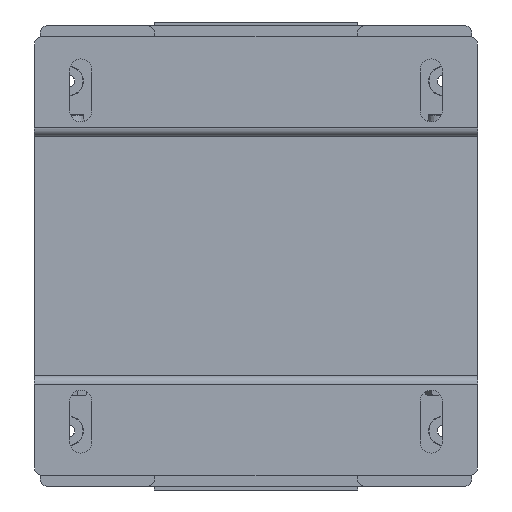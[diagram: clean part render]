
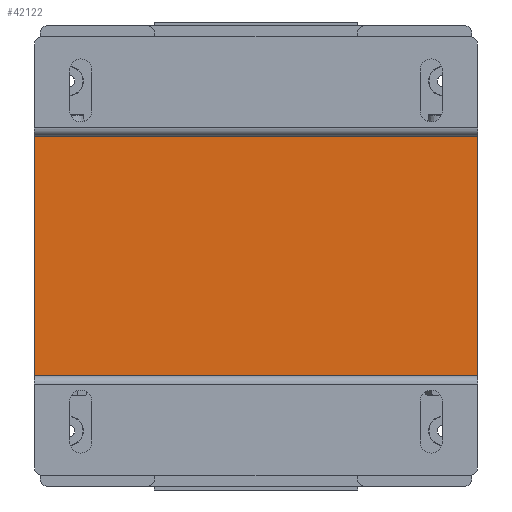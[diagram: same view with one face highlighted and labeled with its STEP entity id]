
A CAD part, front view. The second image highlights one B-rep face of the part: STEP entity #42122.
In plain terms, the highlighted planar face has unit normal (0, -1, 0).
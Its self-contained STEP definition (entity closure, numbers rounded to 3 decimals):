
#4049 = ORIENTED_EDGE ( 'NONE', *, *, #72212, .T. ) ;
#5822 = LINE ( 'NONE', #122451, #119428 ) ;
#6342 = VECTOR ( 'NONE', #57192, 1000. ) ;
#10436 = PLANE ( 'NONE',  #136411 ) ;
#11666 = CARTESIAN_POINT ( 'NONE',  ( -129.79, -42.814, 127.652 ) ) ;
#25847 = CARTESIAN_POINT ( 'NONE',  ( -249.79, -42.814, 127.652 ) ) ;
#41026 = VERTEX_POINT ( 'NONE', #104854 ) ;
#42122 = ADVANCED_FACE ( 'NONE', ( #67186 ), #10436, .F. ) ;
#44740 = DIRECTION ( 'NONE',  ( 0., 1., 0. ) ) ;
#45186 = ORIENTED_EDGE ( 'NONE', *, *, #116093, .F. ) ;
#45862 = EDGE_CURVE ( 'NONE', #60327, #57041, #5822, .T. ) ;
#50806 = EDGE_LOOP ( 'NONE', ( #62148, #45186, #106350, #4049 ) ) ;
#52533 = CARTESIAN_POINT ( 'NONE',  ( -129.79, -42.814, 127.652 ) ) ;
#57041 = VERTEX_POINT ( 'NONE', #92601 ) ;
#57192 = DIRECTION ( 'NONE',  ( 1., 0., 0. ) ) ;
#59334 = LINE ( 'NONE', #119251, #115638 ) ;
#59380 = EDGE_CURVE ( 'NONE', #145591, #41026, #114883, .T. ) ;
#60327 = VERTEX_POINT ( 'NONE', #124149 ) ;
#62148 = ORIENTED_EDGE ( 'NONE', *, *, #45862, .T. ) ;
#63740 = LINE ( 'NONE', #52533, #90372 ) ;
#67186 = FACE_OUTER_BOUND ( 'NONE', #50806, .T. ) ;
#72212 = EDGE_CURVE ( 'NONE', #145591, #60327, #59334, .T. ) ;
#81774 = DIRECTION ( 'NONE',  ( 0., 0., -1. ) ) ;
#90372 = VECTOR ( 'NONE', #109563, 1000. ) ;
#92601 = CARTESIAN_POINT ( 'NONE',  ( -129.79, -42.814, 62.882 ) ) ;
#101028 = CARTESIAN_POINT ( 'NONE',  ( -129.79, -42.814, 127.652 ) ) ;
#104854 = CARTESIAN_POINT ( 'NONE',  ( -129.79, -42.814, 127.652 ) ) ;
#106350 = ORIENTED_EDGE ( 'NONE', *, *, #59380, .F. ) ;
#109563 = DIRECTION ( 'NONE',  ( 0., 0., -1. ) ) ;
#114883 = LINE ( 'NONE', #11666, #6342 ) ;
#115638 = VECTOR ( 'NONE', #81774, 1000. ) ;
#116093 = EDGE_CURVE ( 'NONE', #41026, #57041, #63740, .T. ) ;
#119251 = CARTESIAN_POINT ( 'NONE',  ( -249.79, -42.814, 127.652 ) ) ;
#119428 = VECTOR ( 'NONE', #144038, 1000. ) ;
#122451 = CARTESIAN_POINT ( 'NONE',  ( -129.79, -42.814, 62.882 ) ) ;
#124149 = CARTESIAN_POINT ( 'NONE',  ( -249.79, -42.814, 62.882 ) ) ;
#136411 = AXIS2_PLACEMENT_3D ( 'NONE', #101028, #44740, #144978 ) ;
#144038 = DIRECTION ( 'NONE',  ( 1., 0., 0. ) ) ;
#144978 = DIRECTION ( 'NONE',  ( -1., 0., 0. ) ) ;
#145591 = VERTEX_POINT ( 'NONE', #25847 ) ;
